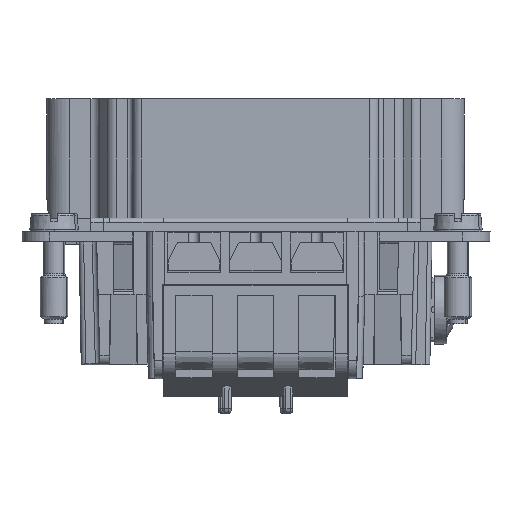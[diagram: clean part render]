
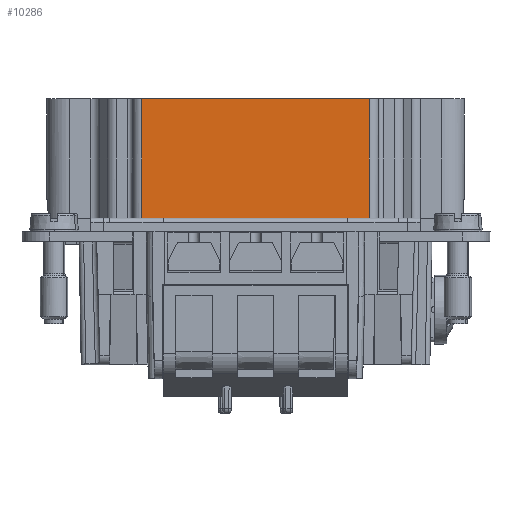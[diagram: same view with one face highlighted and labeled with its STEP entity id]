
A CAD part, left-side view. The second image highlights one B-rep face of the part: STEP entity #10286.
In plain terms, the highlighted planar face has unit normal (-1, 0, 0).
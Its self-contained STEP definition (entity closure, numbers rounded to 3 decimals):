
#10269=AXIS2_PLACEMENT_3D('Plane Axis2P3D',#10266,#10267,#10268) ;
#5495=CARTESIAN_POINT('Vertex',(4.5,37.952,34.25)) ;
#5498=CARTESIAN_POINT('Line Origine',(4.5,37.95,34.25)) ;
#5502=CARTESIAN_POINT('Vertex',(4.5,37.948,34.25)) ;
#5505=CARTESIAN_POINT('Line Origine',(4.5,37.662,34.25)) ;
#5509=CARTESIAN_POINT('Vertex',(4.5,37.375,34.25)) ;
#5512=CARTESIAN_POINT('Line Origine',(4.5,25.552,34.25)) ;
#5516=CARTESIAN_POINT('Vertex',(4.5,13.729,34.25)) ;
#5519=CARTESIAN_POINT('Line Origine',(4.5,13.442,34.25)) ;
#5523=CARTESIAN_POINT('Vertex',(4.5,13.155,34.25)) ;
#5526=CARTESIAN_POINT('Line Origine',(4.5,13.153,34.25)) ;
#5530=CARTESIAN_POINT('Vertex',(4.5,13.152,34.25)) ;
#6497=CARTESIAN_POINT('Vertex',(4.5,13.152,21.25)) ;
#6500=CARTESIAN_POINT('Line Origine',(4.5,25.552,21.25)) ;
#6504=CARTESIAN_POINT('Vertex',(4.5,37.952,21.25)) ;
#10254=CARTESIAN_POINT('Line Origine',(4.5,13.152,24.25)) ;
#10266=CARTESIAN_POINT('Axis2P3D Location',(4.5,37.948,21.25)) ;
#10271=CARTESIAN_POINT('Line Origine',(4.5,37.952,27.75)) ;
#5499=DIRECTION('Vector Direction',(0.,1.,0.)) ;
#5506=DIRECTION('Vector Direction',(0.,-1.,0.)) ;
#5513=DIRECTION('Vector Direction',(0.,-1.,0.)) ;
#5520=DIRECTION('Vector Direction',(0.,-1.,0.)) ;
#5527=DIRECTION('Vector Direction',(0.,1.,0.)) ;
#6501=DIRECTION('Vector Direction',(0.,1.,0.)) ;
#10255=DIRECTION('Vector Direction',(0.,0.,1.)) ;
#10267=DIRECTION('Axis2P3D Direction',(1.,0.,0.)) ;
#10268=DIRECTION('Axis2P3D XDirection',(0.,1.,0.)) ;
#10272=DIRECTION('Vector Direction',(0.,0.,-1.)) ;
#5500=VECTOR('Line Direction',#5499,1.) ;
#5507=VECTOR('Line Direction',#5506,1.) ;
#5514=VECTOR('Line Direction',#5513,1.) ;
#5521=VECTOR('Line Direction',#5520,1.) ;
#5528=VECTOR('Line Direction',#5527,1.) ;
#6502=VECTOR('Line Direction',#6501,1.) ;
#10256=VECTOR('Line Direction',#10255,1.) ;
#10273=VECTOR('Line Direction',#10272,1.) ;
#10277=ORIENTED_EDGE('',*,*,#6506,.F.) ;
#10278=ORIENTED_EDGE('',*,*,#10258,.F.) ;
#10279=ORIENTED_EDGE('',*,*,#5532,.T.) ;
#10280=ORIENTED_EDGE('',*,*,#5525,.T.) ;
#10281=ORIENTED_EDGE('',*,*,#5518,.F.) ;
#10282=ORIENTED_EDGE('',*,*,#5511,.T.) ;
#10283=ORIENTED_EDGE('',*,*,#5504,.T.) ;
#10284=ORIENTED_EDGE('',*,*,#10275,.T.) ;
#10286=ADVANCED_FACE('Hauptk\X2\00F6\X0\rper',(#10285),#10270,.F.) ;
#5504=EDGE_CURVE('',#5503,#5496,#5501,.T.) ;
#5511=EDGE_CURVE('',#5510,#5503,#5508,.F.) ;
#5518=EDGE_CURVE('',#5510,#5517,#5515,.T.) ;
#5525=EDGE_CURVE('',#5524,#5517,#5522,.F.) ;
#5532=EDGE_CURVE('',#5531,#5524,#5529,.T.) ;
#6506=EDGE_CURVE('',#6498,#6505,#6503,.T.) ;
#10258=EDGE_CURVE('',#5531,#6498,#10257,.F.) ;
#10275=EDGE_CURVE('',#5496,#6505,#10274,.T.) ;
#10276=EDGE_LOOP('',(#10277,#10278,#10279,#10280,#10281,#10282,#10283,#10284)) ;
#10285=FACE_OUTER_BOUND('',#10276,.T.) ;
#5501=LINE('Line',#5498,#5500) ;
#5508=LINE('Line',#5505,#5507) ;
#5515=LINE('Line',#5512,#5514) ;
#5522=LINE('Line',#5519,#5521) ;
#5529=LINE('Line',#5526,#5528) ;
#6503=LINE('Line',#6500,#6502) ;
#10257=LINE('Line',#10254,#10256) ;
#10274=LINE('Line',#10271,#10273) ;
#10270=PLANE('',#10269) ;
#5496=VERTEX_POINT('',#5495) ;
#5503=VERTEX_POINT('',#5502) ;
#5510=VERTEX_POINT('',#5509) ;
#5517=VERTEX_POINT('',#5516) ;
#5524=VERTEX_POINT('',#5523) ;
#5531=VERTEX_POINT('',#5530) ;
#6498=VERTEX_POINT('',#6497) ;
#6505=VERTEX_POINT('',#6504) ;
